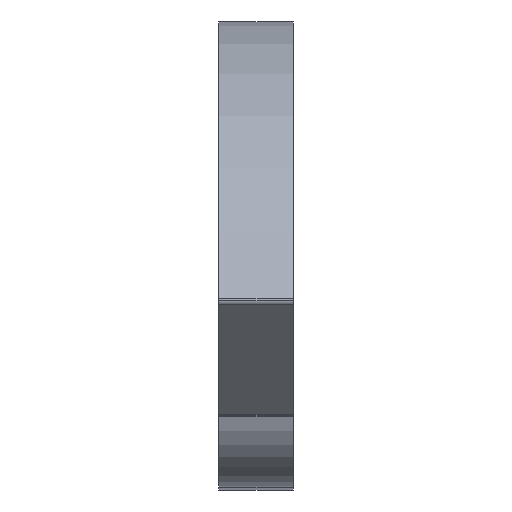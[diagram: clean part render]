
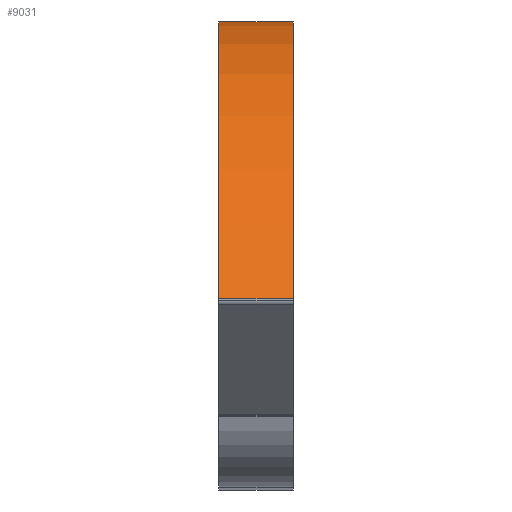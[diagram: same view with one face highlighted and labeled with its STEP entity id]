
A CAD part, top view. The second image highlights one B-rep face of the part: STEP entity #9031.
In plain terms, the highlighted cylindrical face has radius 25 mm (diameter 50 mm), a partial arc.
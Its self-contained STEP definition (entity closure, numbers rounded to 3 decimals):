
#10 = AXIS2_PLACEMENT_3D ( 'NONE', #4008, #909, #11747 ) ;
#52 = EDGE_CURVE ( 'NONE', #12413, #9610, #1705, .T. ) ;
#550 = VERTEX_POINT ( 'NONE', #11201 ) ;
#909 = DIRECTION ( 'NONE',  ( 1., 0., 0. ) ) ;
#1407 = DIRECTION ( 'NONE',  ( -1., 0., 0. ) ) ;
#1611 = DIRECTION ( 'NONE',  ( 0., 0., -1. ) ) ;
#1705 = LINE ( 'NONE', #2172, #3850 ) ;
#2032 = LINE ( 'NONE', #11728, #12203 ) ;
#2058 = EDGE_CURVE ( 'NONE', #550, #9610, #3829, .T. ) ;
#2145 = CIRCLE ( 'NONE', #10, 25. ) ;
#2172 = CARTESIAN_POINT ( 'NONE',  ( 4., 0.325, 0.119 ) ) ;
#2315 = CARTESIAN_POINT ( 'NONE',  ( 4., -9.732, -22.769 ) ) ;
#2849 = ORIENTED_EDGE ( 'NONE', *, *, #2058, .T. ) ;
#3616 = CYLINDRICAL_SURFACE ( 'NONE', #7186, 25. ) ;
#3829 = CIRCLE ( 'NONE', #5661, 25. ) ;
#3849 = ORIENTED_EDGE ( 'NONE', *, *, #52, .F. ) ;
#3850 = VECTOR ( 'NONE', #6207, 1000. ) ;
#4008 = CARTESIAN_POINT ( 'NONE',  ( 4., -9.732, -22.769 ) ) ;
#4051 = EDGE_CURVE ( 'NONE', #7460, #550, #2032, .T. ) ;
#4429 = CARTESIAN_POINT ( 'NONE',  ( 0., 0.325, 0.119 ) ) ;
#4866 = FACE_OUTER_BOUND ( 'NONE', #10051, .T. ) ;
#5557 = CARTESIAN_POINT ( 'NONE',  ( 0., -9.732, -22.769 ) ) ;
#5661 = AXIS2_PLACEMENT_3D ( 'NONE', #5557, #7427, #1611 ) ;
#5902 = CARTESIAN_POINT ( 'NONE',  ( 4., 0.325, 0.119 ) ) ;
#6207 = DIRECTION ( 'NONE',  ( -1., 0., 0. ) ) ;
#6428 = EDGE_CURVE ( 'NONE', #7460, #12413, #2145, .T. ) ;
#6522 = CARTESIAN_POINT ( 'NONE',  ( 4., 15.26, -23.402 ) ) ;
#6744 = DIRECTION ( 'NONE',  ( -1., 0., 0. ) ) ;
#7128 = ORIENTED_EDGE ( 'NONE', *, *, #6428, .F. ) ;
#7178 = DIRECTION ( 'NONE',  ( 0., 0., 1. ) ) ;
#7186 = AXIS2_PLACEMENT_3D ( 'NONE', #2315, #1407, #7178 ) ;
#7427 = DIRECTION ( 'NONE',  ( 1., 0., 0. ) ) ;
#7460 = VERTEX_POINT ( 'NONE', #6522 ) ;
#7703 = ORIENTED_EDGE ( 'NONE', *, *, #4051, .T. ) ;
#9031 = ADVANCED_FACE ( 'NONE', ( #4866 ), #3616, .T. ) ;
#9610 = VERTEX_POINT ( 'NONE', #4429 ) ;
#10051 = EDGE_LOOP ( 'NONE', ( #2849, #3849, #7128, #7703 ) ) ;
#11201 = CARTESIAN_POINT ( 'NONE',  ( 0., 15.26, -23.402 ) ) ;
#11728 = CARTESIAN_POINT ( 'NONE',  ( 4., 15.26, -23.402 ) ) ;
#11747 = DIRECTION ( 'NONE',  ( 0., 0., -1. ) ) ;
#12203 = VECTOR ( 'NONE', #6744, 1000. ) ;
#12413 = VERTEX_POINT ( 'NONE', #5902 ) ;
